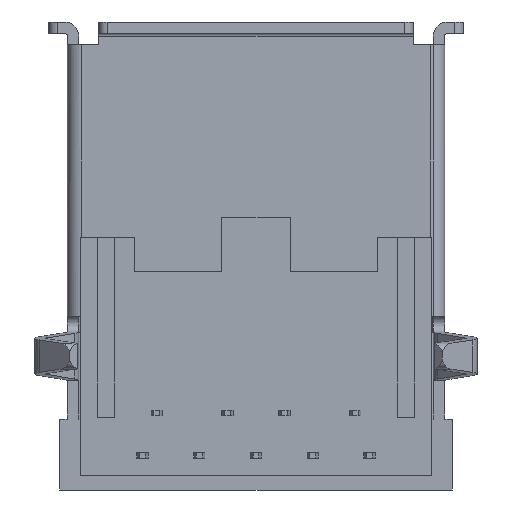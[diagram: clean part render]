
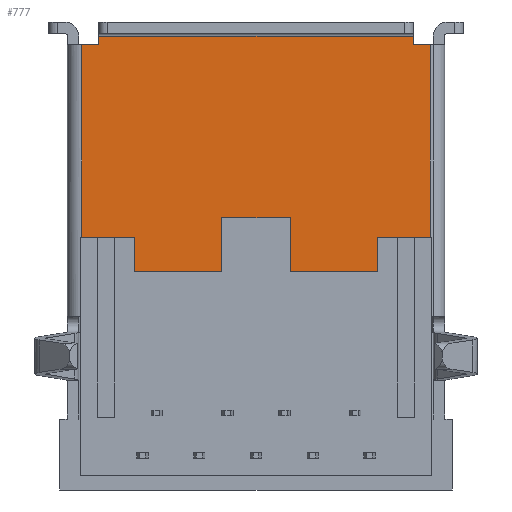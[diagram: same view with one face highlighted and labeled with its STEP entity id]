
A CAD part, front view. The second image highlights one B-rep face of the part: STEP entity #777.
In plain terms, the highlighted planar face has unit normal (0, -1, 0).
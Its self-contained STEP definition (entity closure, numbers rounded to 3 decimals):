
#777=ADVANCED_FACE('',(#1632),#1633,.T.);
#1632=FACE_OUTER_BOUND('',#2556,.T.);
#1633=PLANE('',#2557);
#2556=EDGE_LOOP('',(#4929,#4930,#4931,#4932,#4933,#4934,#4935,#4936));
#2557=AXIS2_PLACEMENT_3D('',#4937,#4938,#4939);
#4929=ORIENTED_EDGE('',*,*,#6543,.T.);
#4930=ORIENTED_EDGE('',*,*,#6636,.T.);
#4931=ORIENTED_EDGE('',*,*,#6637,.F.);
#4932=ORIENTED_EDGE('',*,*,#6638,.T.);
#4933=ORIENTED_EDGE('',*,*,#6639,.T.);
#4934=ORIENTED_EDGE('',*,*,#6634,.T.);
#4935=ORIENTED_EDGE('',*,*,#6076,.F.);
#4936=ORIENTED_EDGE('',*,*,#6640,.F.);
#4937=CARTESIAN_POINT('',(5.85,0.59,0.4));
#4938=DIRECTION('',(0.0,-1.0,-0.0));
#4939=DIRECTION('',(-1.0,0.0,0.));
#6076=EDGE_CURVE('',#7437,#7433,#7439,.T.);
#6543=EDGE_CURVE('',#8136,#8134,#8137,.T.);
#6634=EDGE_CURVE('',#8276,#7433,#8282,.T.);
#6636=EDGE_CURVE('',#8134,#8284,#8285,.T.);
#6637=EDGE_CURVE('',#8286,#8284,#8287,.T.);
#6638=EDGE_CURVE('',#8286,#8288,#8289,.T.);
#6639=EDGE_CURVE('',#8288,#8276,#8290,.T.);
#6640=EDGE_CURVE('',#8136,#7437,#8291,.T.);
#7433=VERTEX_POINT('',#9420);
#7437=VERTEX_POINT('',#9425);
#7439=LINE('',#9427,#9428);
#8134=VERTEX_POINT('',#10459);
#8136=VERTEX_POINT('',#10462);
#8137=LINE('',#10463,#10464);
#8276=VERTEX_POINT('',#10662);
#8282=LINE('',#10669,#10670);
#8284=VERTEX_POINT('',#10672);
#8285=LINE('',#10673,#10674);
#8286=VERTEX_POINT('',#10675);
#8287=LINE('',#10676,#10677);
#8288=VERTEX_POINT('',#10678);
#8289=LINE('',#10679,#10680);
#8290=LINE('',#10681,#10682);
#8291=LINE('',#10683,#10684);
#9420=CARTESIAN_POINT('',(-6.15,0.59,-10.38));
#9425=CARTESIAN_POINT('',(6.15,0.59,-10.38));
#9427=CARTESIAN_POINT('',(-1.075,0.59,-10.38));
#9428=VECTOR('',#11436,1.0);
#10459=CARTESIAN_POINT('',(5.55,0.59,-0.8));
#10462=CARTESIAN_POINT('',(6.15,0.59,-0.8));
#10463=CARTESIAN_POINT('',(5.875,0.59,-0.8));
#10464=VECTOR('',#11861,1.0);
#10662=CARTESIAN_POINT('',(-6.15,0.59,-0.8));
#10669=CARTESIAN_POINT('',(-6.15,0.59,0.4));
#10670=VECTOR('',#11975,1.0);
#10672=CARTESIAN_POINT('',(5.55,0.59,-0.5));
#10673=CARTESIAN_POINT('',(5.55,0.59,0.212));
#10674=VECTOR('',#11976,1.0);
#10675=CARTESIAN_POINT('',(-5.55,0.59,-0.5));
#10676=CARTESIAN_POINT('',(-8.0,0.59,-0.5));
#10677=VECTOR('',#11977,1.0);
#10678=CARTESIAN_POINT('',(-5.55,0.59,-0.8));
#10679=CARTESIAN_POINT('',(-5.55,0.59,0.246));
#10680=VECTOR('',#11978,1.0);
#10681=CARTESIAN_POINT('',(-0.025,0.59,-0.8));
#10682=VECTOR('',#11979,1.0);
#10683=CARTESIAN_POINT('',(6.15,0.59,0.4));
#10684=VECTOR('',#11980,1.0);
#11436=DIRECTION('',(-1.0,0.0,0.));
#11861=DIRECTION('',(-1.0,0.0,0.));
#11975=DIRECTION('',(0.,0.0,-1.0));
#11976=DIRECTION('',(0.,0.0,1.0));
#11977=DIRECTION('',(1.0,0.0,0.));
#11978=DIRECTION('',(0.,0.0,-1.0));
#11979=DIRECTION('',(-1.0,0.0,0.));
#11980=DIRECTION('',(0.,0.0,-1.0));
